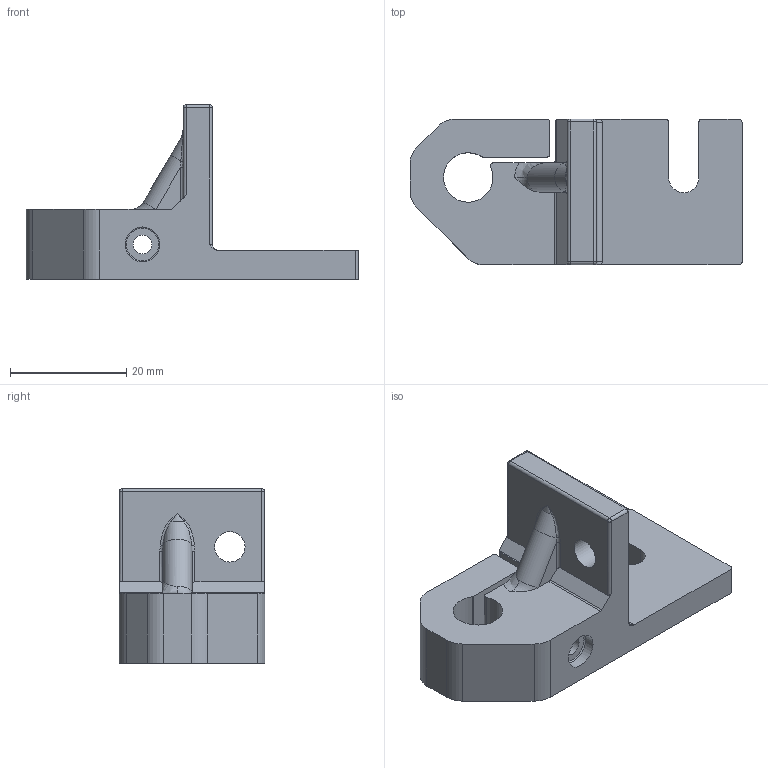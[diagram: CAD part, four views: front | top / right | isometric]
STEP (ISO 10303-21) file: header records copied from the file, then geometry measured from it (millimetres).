
FILE_DESCRIPTION(/* description */ (''),/* implementation_level */ '2;1');
FILE_NAME(/* name */ 'Z_Axis_8mm_Rod_Bracket_3030 v5.step',/* time_stamp */ '2020-11-28T14:09:59+01:00',/* author */ (''),/* organization */ (''),/* preprocessor_version */ 'ST-DEVELOPER v18.1',/* originating_system */ 'Autodesk Translation Framework v9.3.0.1241',/* authorisation */ '');
FILE_SCHEMA (('AUTOMOTIVE_DESIGN { 1 0 10303 214 3 1 1 }'));
Length unit declared in the file: millimetre
Products named in the file (1): Z_Axis_8mm_Rod_Bracket_3030
Bounding box: 57 x 25 x 30 mm (x, y, z)
Volume: 12681.6 mm3; surface area: 6066.4 mm2
Topology: 1 solids, 1 shells, 83 faces, 218 edges, 137 vertices
Faces by surface type: cylinder 35, plane 32, bspline 7, torus 5, sphere 4
Full cylindrical faces by diameter (mm): 3.2 x2, 5.2 x1, 6 x1
Entity records: 2787 total; most frequent: CARTESIAN_POINT 654, DIRECTION 451, ORIENTED_EDGE 434, EDGE_CURVE 217, AXIS2_PLACEMENT_3D 167, VERTEX_POINT 138, LINE 117, VECTOR 117
